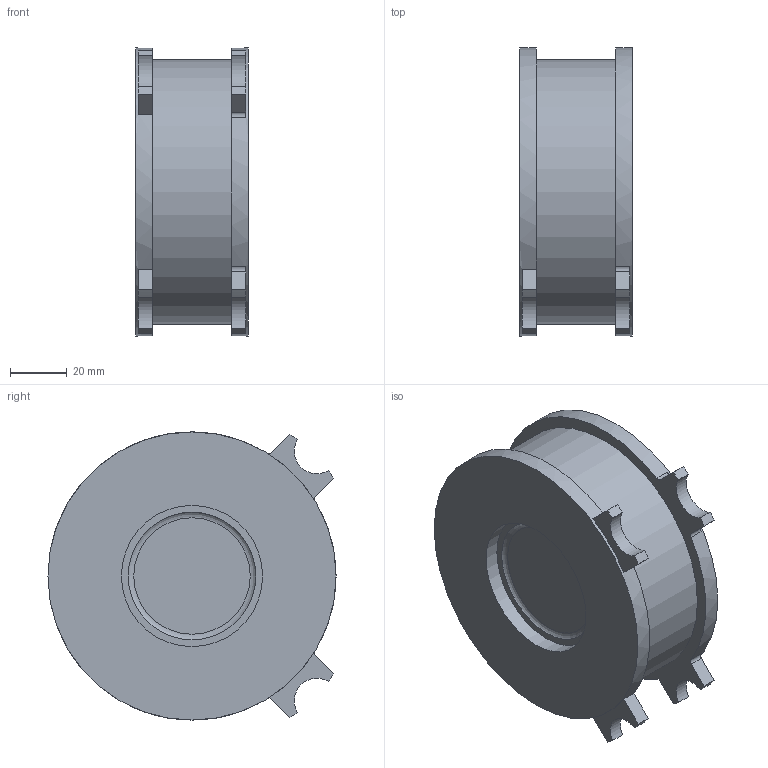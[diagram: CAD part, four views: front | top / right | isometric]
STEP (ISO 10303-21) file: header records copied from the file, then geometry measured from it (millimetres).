
FILE_DESCRIPTION(/* description */ ('Unknown'),/* implementation_level */ '2;1');
FILE_NAME(/* name */ 'WA-001-DN50',/* time_stamp */ '2024-07-23T10:10:25+08:00',/* author */ ('Unknown'),/* organization */ ('Unknown'),/* preprocessor_version */ 'ST-DEVELOPER v16.7',/* originating_system */ 'DEX',/* authorisation */ $);
FILE_SCHEMA (('AUTOMOTIVE_DESIGN {1 0 10303 214 3 1 1}'));
Length unit declared in the file: millimetre
Products named in the file (2): WA-001-DN50
Assembly tree (1 placements, depth 2):
  WA-001-DN50
    WA-001-DN50
Bounding box: 40 x 102 x 102 mm (x, y, z)
Volume: 129110.7 mm3; surface area: 51902.7 mm2
Topology: 1 solids, 1 shells, 93 faces, 245 edges, 162 vertices
Faces by surface type: plane 46, cylinder 39, torus 4, bspline 2, cone 2
Full cylindrical faces by diameter (mm): 17.1 x1, 27.023 x1, 50 x1, 83.526 x1, 93.575 x1, 102 x2
Entity records: 5222 total; most frequent: CARTESIAN_POINT 2831, DIRECTION 522, ORIENTED_EDGE 464, EDGE_CURVE 232, AXIS2_PLACEMENT_3D 207, VERTEX_POINT 159, EDGE_LOOP 117, FACE_BOUND 117
